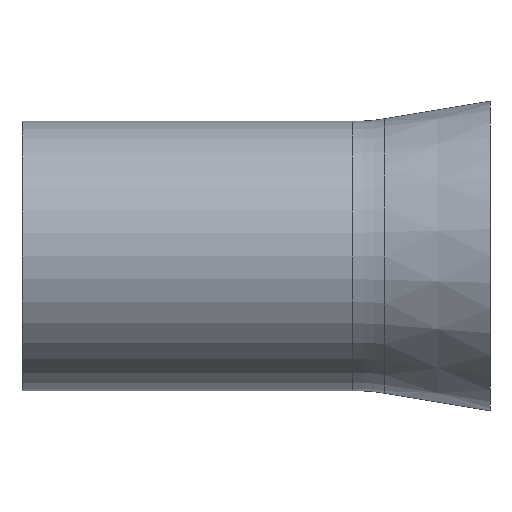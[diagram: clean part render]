
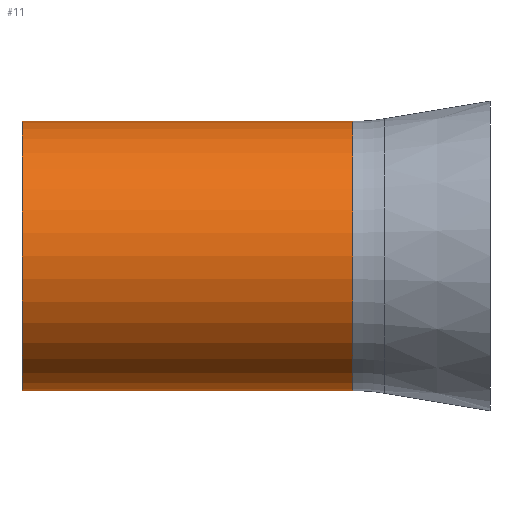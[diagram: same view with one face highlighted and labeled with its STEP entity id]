
A CAD part, front view. The second image highlights one B-rep face of the part: STEP entity #11.
In plain terms, the highlighted cylindrical face has radius 21 mm (diameter 42 mm), a partial arc.
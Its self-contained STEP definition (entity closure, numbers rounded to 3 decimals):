
#11 = ADVANCED_FACE ( 'NONE', ( #169 ), #96, .T. ) ;
#16 = CARTESIAN_POINT ( 'NONE',  ( -83.963, 0., 21. ) ) ;
#21 = CARTESIAN_POINT ( 'NONE',  ( -83.963, 0., 0. ) ) ;
#78 = EDGE_CURVE ( 'NONE', #304, #418, #320, .T. ) ;
#91 = ORIENTED_EDGE ( 'NONE', *, *, #158, .F. ) ;
#93 = DIRECTION ( 'NONE',  ( 1., 0., 0. ) ) ;
#96 = CYLINDRICAL_SURFACE ( 'NONE', #323, 21. ) ;
#99 = VECTOR ( 'NONE', #266, 1000. ) ;
#112 = DIRECTION ( 'NONE',  ( 1., 0., 0. ) ) ;
#130 = DIRECTION ( 'NONE',  ( 1., 0., 0. ) ) ;
#136 = AXIS2_PLACEMENT_3D ( 'NONE', #386, #211, #350 ) ;
#138 = ORIENTED_EDGE ( 'NONE', *, *, #78, .T. ) ;
#144 = CARTESIAN_POINT ( 'NONE',  ( -135.58, 0., 21. ) ) ;
#158 = EDGE_CURVE ( 'NONE', #304, #206, #330, .T. ) ;
#169 = FACE_OUTER_BOUND ( 'NONE', #451, .T. ) ;
#186 = CARTESIAN_POINT ( 'NONE',  ( -83.963, 0., -21. ) ) ;
#201 = DIRECTION ( 'NONE',  ( 0., 0., -1. ) ) ;
#206 = VERTEX_POINT ( 'NONE', #16 ) ;
#209 = EDGE_CURVE ( 'NONE', #418, #221, #286, .T. ) ;
#210 = ORIENTED_EDGE ( 'NONE', *, *, #416, .F. ) ;
#211 = DIRECTION ( 'NONE',  ( 1., 0., 0. ) ) ;
#214 = VECTOR ( 'NONE', #112, 1000. ) ;
#221 = VERTEX_POINT ( 'NONE', #186 ) ;
#228 = CARTESIAN_POINT ( 'NONE',  ( 0., 0., -21. ) ) ;
#260 = CARTESIAN_POINT ( 'NONE',  ( 0., 0., 21. ) ) ;
#266 = DIRECTION ( 'NONE',  ( 1., 0., 0. ) ) ;
#286 = LINE ( 'NONE', #228, #214 ) ;
#304 = VERTEX_POINT ( 'NONE', #144 ) ;
#308 = CARTESIAN_POINT ( 'NONE',  ( -135.58, 0., -21. ) ) ;
#311 = CARTESIAN_POINT ( 'NONE',  ( 0., 0., 0. ) ) ;
#317 = CIRCLE ( 'NONE', #401, 21. ) ;
#320 = CIRCLE ( 'NONE', #136, 21. ) ;
#323 = AXIS2_PLACEMENT_3D ( 'NONE', #311, #130, #445 ) ;
#330 = LINE ( 'NONE', #260, #99 ) ;
#350 = DIRECTION ( 'NONE',  ( 0., 0., -1. ) ) ;
#386 = CARTESIAN_POINT ( 'NONE',  ( -135.58, 0., 0. ) ) ;
#401 = AXIS2_PLACEMENT_3D ( 'NONE', #21, #93, #201 ) ;
#413 = ORIENTED_EDGE ( 'NONE', *, *, #209, .T. ) ;
#416 = EDGE_CURVE ( 'NONE', #206, #221, #317, .T. ) ;
#418 = VERTEX_POINT ( 'NONE', #308 ) ;
#445 = DIRECTION ( 'NONE',  ( 0., 0., -1. ) ) ;
#451 = EDGE_LOOP ( 'NONE', ( #91, #138, #413, #210 ) ) ;
